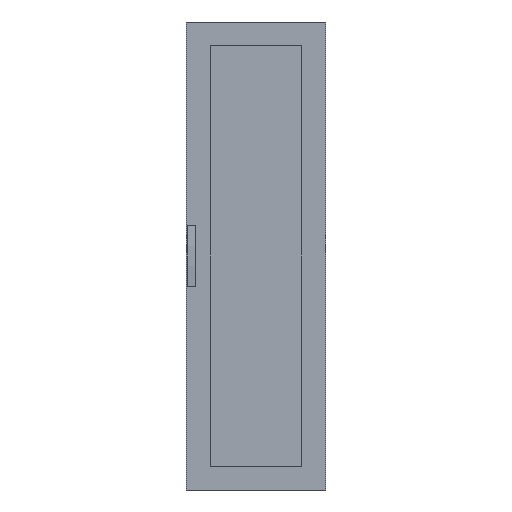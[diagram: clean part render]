
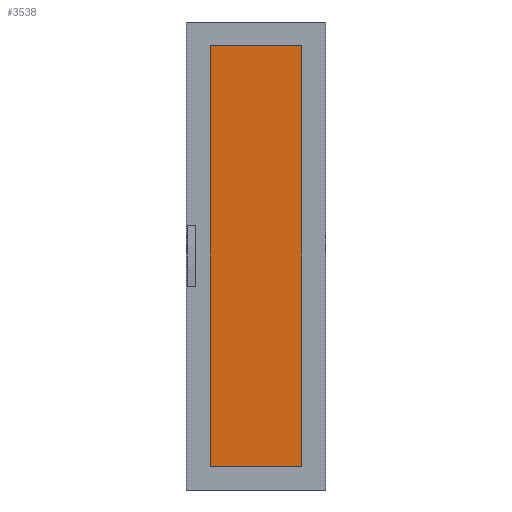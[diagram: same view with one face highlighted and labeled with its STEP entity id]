
A CAD part, front view. The second image highlights one B-rep face of the part: STEP entity #3538.
In plain terms, the highlighted planar face has unit normal (0, -1, 0).
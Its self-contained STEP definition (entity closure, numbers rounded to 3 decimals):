
#527 = AXIS2_PLACEMENT_3D ( 'NONE', #3286, #3145, #9418 ) ;
#976 = LINE ( 'NONE', #20433, #7201 ) ;
#1410 = LINE ( 'NONE', #12233, #10023 ) ;
#2080 = DIRECTION ( 'NONE',  ( -1., 0., 0. ) ) ;
#2521 = CARTESIAN_POINT ( 'NONE',  ( 217.282, 0.002, -905.594 ) ) ;
#3145 = DIRECTION ( 'NONE',  ( 0., -1., 0. ) ) ;
#3286 = CARTESIAN_POINT ( 'NONE',  ( 0., 0.002, 0. ) ) ;
#3538 = ADVANCED_FACE ( 'NONE', ( #18209 ), #24582, .T. ) ;
#3812 = VECTOR ( 'NONE', #2080, 1000. ) ;
#4409 = EDGE_LOOP ( 'NONE', ( #25198, #20169, #15669, #22099 ) ) ;
#5394 = LINE ( 'NONE', #15912, #13485 ) ;
#7151 = EDGE_CURVE ( 'NONE', #21150, #18211, #1410, .T. ) ;
#7201 = VECTOR ( 'NONE', #18032, 1000. ) ;
#7362 = VERTEX_POINT ( 'NONE', #23564 ) ;
#7959 = EDGE_CURVE ( 'NONE', #7362, #21150, #5394, .T. ) ;
#9418 = DIRECTION ( 'NONE',  ( 0., 0., -1. ) ) ;
#10023 = VECTOR ( 'NONE', #10098, 1000. ) ;
#10098 = DIRECTION ( 'NONE',  ( 0., 0., 1. ) ) ;
#12233 = CARTESIAN_POINT ( 'NONE',  ( 217.282, 0.002, -905.594 ) ) ;
#12626 = LINE ( 'NONE', #27618, #3812 ) ;
#12951 = VERTEX_POINT ( 'NONE', #21679 ) ;
#13485 = VECTOR ( 'NONE', #20430, 1000. ) ;
#15669 = ORIENTED_EDGE ( 'NONE', *, *, #17112, .T. ) ;
#15912 = CARTESIAN_POINT ( 'NONE',  ( -217.282, 0.002, -905.594 ) ) ;
#17112 = EDGE_CURVE ( 'NONE', #12951, #7362, #976, .T. ) ;
#18032 = DIRECTION ( 'NONE',  ( 0., 0., -1. ) ) ;
#18209 = FACE_OUTER_BOUND ( 'NONE', #4409, .T. ) ;
#18211 = VERTEX_POINT ( 'NONE', #25852 ) ;
#20169 = ORIENTED_EDGE ( 'NONE', *, *, #20243, .T. ) ;
#20243 = EDGE_CURVE ( 'NONE', #18211, #12951, #12626, .T. ) ;
#20430 = DIRECTION ( 'NONE',  ( 1., 0., 0. ) ) ;
#20433 = CARTESIAN_POINT ( 'NONE',  ( -217.282, 0.002, 905.594 ) ) ;
#21150 = VERTEX_POINT ( 'NONE', #2521 ) ;
#21679 = CARTESIAN_POINT ( 'NONE',  ( -217.282, 0.002, 905.594 ) ) ;
#22099 = ORIENTED_EDGE ( 'NONE', *, *, #7959, .T. ) ;
#23564 = CARTESIAN_POINT ( 'NONE',  ( -217.282, 0.002, -905.594 ) ) ;
#24582 = PLANE ( 'NONE',  #527 ) ;
#25198 = ORIENTED_EDGE ( 'NONE', *, *, #7151, .T. ) ;
#25852 = CARTESIAN_POINT ( 'NONE',  ( 217.282, 0.002, 905.594 ) ) ;
#27618 = CARTESIAN_POINT ( 'NONE',  ( 217.282, 0.002, 905.594 ) ) ;
